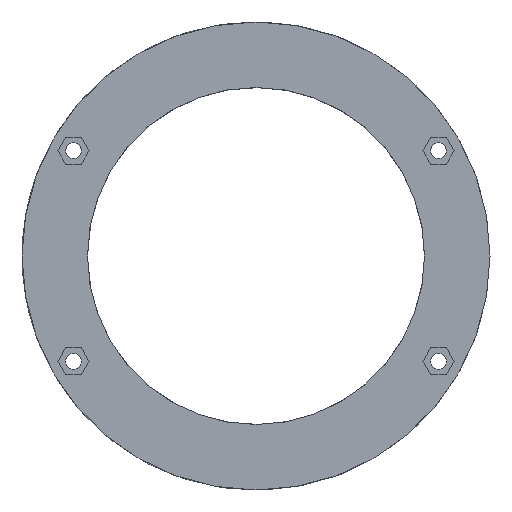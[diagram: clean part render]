
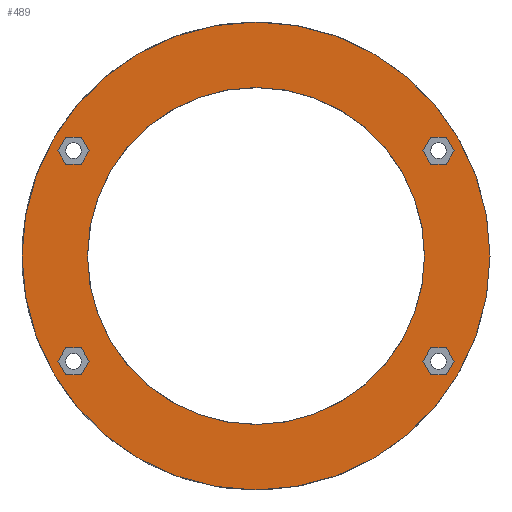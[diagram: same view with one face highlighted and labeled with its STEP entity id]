
A CAD part, top view. The second image highlights one B-rep face of the part: STEP entity #489.
In plain terms, the highlighted planar face has unit normal (0, 0, 1).
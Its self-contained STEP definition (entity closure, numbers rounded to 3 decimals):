
#149=CARTESIAN_POINT('',(36.,-0.,10.));
#150=VERTEX_POINT('',#149);
#159=CARTESIAN_POINT('',(-0.,-36.,10.));
#160=VERTEX_POINT('',#159);
#161=CARTESIAN_POINT('',(0.,-0.,10.));
#162=DIRECTION('',(-0.,0.,-1.));
#163=DIRECTION('',(0.,-1.,-0.));
#164=AXIS2_PLACEMENT_3D('',#161,#162,#163);
#165=CIRCLE('',#164,36.);
#166=EDGE_CURVE('',#160,#150,#165,.T.);
#168=CARTESIAN_POINT('',(0.,-0.,10.));
#169=DIRECTION('',(-0.,0.,-1.));
#170=DIRECTION('',(0.,-1.,-0.));
#171=AXIS2_PLACEMENT_3D('',#168,#169,#170);
#172=CIRCLE('',#171,36.);
#173=EDGE_CURVE('',#150,#160,#172,.T.);
#260=CARTESIAN_POINT('',(0.,-0.,10.));
#261=DIRECTION('',(0.,0.,-1.));
#262=DIRECTION('',(1.,0.,0.));
#263=AXIS2_PLACEMENT_3D('',#260,#261,#262);
#264=PLANE('',#263);
#265=ORIENTED_EDGE('',*,*,#166,.T.);
#266=ORIENTED_EDGE('',*,*,#173,.T.);
#267=EDGE_LOOP('',(#265,#266));
#268=FACE_BOUND('',#267,.T.);
#269=CARTESIAN_POINT('',(-37.325,-25.401,10.));
#270=VERTEX_POINT('',#269);
#271=CARTESIAN_POINT('',(-35.65,-22.5,10.));
#272=VERTEX_POINT('',#271);
#273=CARTESIAN_POINT('',(-37.325,-25.401,10.));
#274=DIRECTION('',(0.5,0.866,0.));
#275=VECTOR('',#274,3.35);
#276=LINE('',#273,#275);
#277=EDGE_CURVE('',#270,#272,#276,.T.);
#278=ORIENTED_EDGE('',*,*,#277,.F.);
#279=CARTESIAN_POINT('',(-40.675,-25.401,10.));
#280=VERTEX_POINT('',#279);
#281=CARTESIAN_POINT('',(-40.675,-25.401,10.));
#282=DIRECTION('',(1.,0.,-0.));
#283=VECTOR('',#282,3.35);
#284=LINE('',#281,#283);
#285=EDGE_CURVE('',#280,#270,#284,.T.);
#286=ORIENTED_EDGE('',*,*,#285,.F.);
#287=CARTESIAN_POINT('',(-42.35,-22.5,10.));
#288=VERTEX_POINT('',#287);
#289=CARTESIAN_POINT('',(-42.35,-22.5,10.));
#290=DIRECTION('',(0.5,-0.866,-0.));
#291=VECTOR('',#290,3.35);
#292=LINE('',#289,#291);
#293=EDGE_CURVE('',#288,#280,#292,.T.);
#294=ORIENTED_EDGE('',*,*,#293,.F.);
#295=CARTESIAN_POINT('',(-40.675,-19.599,10.));
#296=VERTEX_POINT('',#295);
#297=CARTESIAN_POINT('',(-40.675,-19.599,10.));
#298=DIRECTION('',(-0.5,-0.866,-0.));
#299=VECTOR('',#298,3.35);
#300=LINE('',#297,#299);
#301=EDGE_CURVE('',#296,#288,#300,.T.);
#302=ORIENTED_EDGE('',*,*,#301,.F.);
#303=CARTESIAN_POINT('',(-37.325,-19.599,10.));
#304=VERTEX_POINT('',#303);
#305=CARTESIAN_POINT('',(-37.325,-19.599,10.));
#306=DIRECTION('',(-1.,-0.,-0.));
#307=VECTOR('',#306,3.35);
#308=LINE('',#305,#307);
#309=EDGE_CURVE('',#304,#296,#308,.T.);
#310=ORIENTED_EDGE('',*,*,#309,.F.);
#311=CARTESIAN_POINT('',(-35.65,-22.5,10.));
#312=DIRECTION('',(-0.5,0.866,0.));
#313=VECTOR('',#312,3.35);
#314=LINE('',#311,#313);
#315=EDGE_CURVE('',#272,#304,#314,.T.);
#316=ORIENTED_EDGE('',*,*,#315,.F.);
#317=EDGE_LOOP('',(#278,#286,#294,#302,#310,#316));
#318=FACE_BOUND('',#317,.T.);
#319=CARTESIAN_POINT('',(-40.675,19.599,10.));
#320=VERTEX_POINT('',#319);
#321=CARTESIAN_POINT('',(-37.325,19.599,10.));
#322=VERTEX_POINT('',#321);
#323=CARTESIAN_POINT('',(-40.675,19.599,10.));
#324=DIRECTION('',(1.,0.,-0.));
#325=VECTOR('',#324,3.35);
#326=LINE('',#323,#325);
#327=EDGE_CURVE('',#320,#322,#326,.T.);
#328=ORIENTED_EDGE('',*,*,#327,.F.);
#329=CARTESIAN_POINT('',(-42.35,22.5,10.));
#330=VERTEX_POINT('',#329);
#331=CARTESIAN_POINT('',(-42.35,22.5,10.));
#332=DIRECTION('',(0.5,-0.866,-0.));
#333=VECTOR('',#332,3.35);
#334=LINE('',#331,#333);
#335=EDGE_CURVE('',#330,#320,#334,.T.);
#336=ORIENTED_EDGE('',*,*,#335,.F.);
#337=CARTESIAN_POINT('',(-40.675,25.401,10.));
#338=VERTEX_POINT('',#337);
#339=CARTESIAN_POINT('',(-40.675,25.401,10.));
#340=DIRECTION('',(-0.5,-0.866,-0.));
#341=VECTOR('',#340,3.35);
#342=LINE('',#339,#341);
#343=EDGE_CURVE('',#338,#330,#342,.T.);
#344=ORIENTED_EDGE('',*,*,#343,.F.);
#345=CARTESIAN_POINT('',(-37.325,25.401,10.));
#346=VERTEX_POINT('',#345);
#347=CARTESIAN_POINT('',(-37.325,25.401,10.));
#348=DIRECTION('',(-1.,0.,0.));
#349=VECTOR('',#348,3.35);
#350=LINE('',#347,#349);
#351=EDGE_CURVE('',#346,#338,#350,.T.);
#352=ORIENTED_EDGE('',*,*,#351,.F.);
#353=CARTESIAN_POINT('',(-35.65,22.5,10.));
#354=VERTEX_POINT('',#353);
#355=CARTESIAN_POINT('',(-35.65,22.5,10.));
#356=DIRECTION('',(-0.5,0.866,0.));
#357=VECTOR('',#356,3.35);
#358=LINE('',#355,#357);
#359=EDGE_CURVE('',#354,#346,#358,.T.);
#360=ORIENTED_EDGE('',*,*,#359,.F.);
#361=CARTESIAN_POINT('',(-37.325,19.599,10.));
#362=DIRECTION('',(0.5,0.866,0.));
#363=VECTOR('',#362,3.35);
#364=LINE('',#361,#363);
#365=EDGE_CURVE('',#322,#354,#364,.T.);
#366=ORIENTED_EDGE('',*,*,#365,.F.);
#367=EDGE_LOOP('',(#328,#336,#344,#352,#360,#366));
#368=FACE_BOUND('',#367,.T.);
#369=CARTESIAN_POINT('',(50.,0.,10.));
#370=VERTEX_POINT('',#369);
#371=CARTESIAN_POINT('',(-0.,50.,10.));
#372=VERTEX_POINT('',#371);
#373=CARTESIAN_POINT('',(0.,-0.,10.));
#374=DIRECTION('',(0.,0.,-1.));
#375=DIRECTION('',(0.,1.,0.));
#376=AXIS2_PLACEMENT_3D('',#373,#374,#375);
#377=CIRCLE('',#376,50.);
#378=EDGE_CURVE('',#370,#372,#377,.T.);
#379=ORIENTED_EDGE('',*,*,#378,.F.);
#380=CARTESIAN_POINT('',(0.,-0.,10.));
#381=DIRECTION('',(0.,0.,-1.));
#382=DIRECTION('',(0.,1.,0.));
#383=AXIS2_PLACEMENT_3D('',#380,#381,#382);
#384=CIRCLE('',#383,50.);
#385=EDGE_CURVE('',#372,#370,#384,.T.);
#386=ORIENTED_EDGE('',*,*,#385,.F.);
#387=EDGE_LOOP('',(#379,#386));
#388=FACE_BOUND('',#387,.T.);
#389=CARTESIAN_POINT('',(37.325,19.599,10.));
#390=VERTEX_POINT('',#389);
#391=CARTESIAN_POINT('',(40.675,19.599,10.));
#392=VERTEX_POINT('',#391);
#393=CARTESIAN_POINT('',(37.325,19.599,10.));
#394=DIRECTION('',(1.,0.,-0.));
#395=VECTOR('',#394,3.35);
#396=LINE('',#393,#395);
#397=EDGE_CURVE('',#390,#392,#396,.T.);
#398=ORIENTED_EDGE('',*,*,#397,.F.);
#399=CARTESIAN_POINT('',(35.65,22.5,10.));
#400=VERTEX_POINT('',#399);
#401=CARTESIAN_POINT('',(35.65,22.5,10.));
#402=DIRECTION('',(0.5,-0.866,-0.));
#403=VECTOR('',#402,3.35);
#404=LINE('',#401,#403);
#405=EDGE_CURVE('',#400,#390,#404,.T.);
#406=ORIENTED_EDGE('',*,*,#405,.F.);
#407=CARTESIAN_POINT('',(37.325,25.401,10.));
#408=VERTEX_POINT('',#407);
#409=CARTESIAN_POINT('',(37.325,25.401,10.));
#410=DIRECTION('',(-0.5,-0.866,-0.));
#411=VECTOR('',#410,3.35);
#412=LINE('',#409,#411);
#413=EDGE_CURVE('',#408,#400,#412,.T.);
#414=ORIENTED_EDGE('',*,*,#413,.F.);
#415=CARTESIAN_POINT('',(40.675,25.401,10.));
#416=VERTEX_POINT('',#415);
#417=CARTESIAN_POINT('',(40.675,25.401,10.));
#418=DIRECTION('',(-1.,0.,0.));
#419=VECTOR('',#418,3.35);
#420=LINE('',#417,#419);
#421=EDGE_CURVE('',#416,#408,#420,.T.);
#422=ORIENTED_EDGE('',*,*,#421,.F.);
#423=CARTESIAN_POINT('',(42.35,22.5,10.));
#424=VERTEX_POINT('',#423);
#425=CARTESIAN_POINT('',(42.35,22.5,10.));
#426=DIRECTION('',(-0.5,0.866,0.));
#427=VECTOR('',#426,3.35);
#428=LINE('',#425,#427);
#429=EDGE_CURVE('',#424,#416,#428,.T.);
#430=ORIENTED_EDGE('',*,*,#429,.F.);
#431=CARTESIAN_POINT('',(40.675,19.599,10.));
#432=DIRECTION('',(0.5,0.866,0.));
#433=VECTOR('',#432,3.35);
#434=LINE('',#431,#433);
#435=EDGE_CURVE('',#392,#424,#434,.T.);
#436=ORIENTED_EDGE('',*,*,#435,.F.);
#437=EDGE_LOOP('',(#398,#406,#414,#422,#430,#436));
#438=FACE_BOUND('',#437,.T.);
#439=CARTESIAN_POINT('',(37.325,-25.401,10.));
#440=VERTEX_POINT('',#439);
#441=CARTESIAN_POINT('',(40.675,-25.401,10.));
#442=VERTEX_POINT('',#441);
#443=CARTESIAN_POINT('',(37.325,-25.401,10.));
#444=DIRECTION('',(1.,0.,-0.));
#445=VECTOR('',#444,3.35);
#446=LINE('',#443,#445);
#447=EDGE_CURVE('',#440,#442,#446,.T.);
#448=ORIENTED_EDGE('',*,*,#447,.F.);
#449=CARTESIAN_POINT('',(35.65,-22.5,10.));
#450=VERTEX_POINT('',#449);
#451=CARTESIAN_POINT('',(35.65,-22.5,10.));
#452=DIRECTION('',(0.5,-0.866,-0.));
#453=VECTOR('',#452,3.35);
#454=LINE('',#451,#453);
#455=EDGE_CURVE('',#450,#440,#454,.T.);
#456=ORIENTED_EDGE('',*,*,#455,.F.);
#457=CARTESIAN_POINT('',(37.325,-19.599,10.));
#458=VERTEX_POINT('',#457);
#459=CARTESIAN_POINT('',(37.325,-19.599,10.));
#460=DIRECTION('',(-0.5,-0.866,-0.));
#461=VECTOR('',#460,3.35);
#462=LINE('',#459,#461);
#463=EDGE_CURVE('',#458,#450,#462,.T.);
#464=ORIENTED_EDGE('',*,*,#463,.F.);
#465=CARTESIAN_POINT('',(40.675,-19.599,10.));
#466=VERTEX_POINT('',#465);
#467=CARTESIAN_POINT('',(40.675,-19.599,10.));
#468=DIRECTION('',(-1.,0.,0.));
#469=VECTOR('',#468,3.35);
#470=LINE('',#467,#469);
#471=EDGE_CURVE('',#466,#458,#470,.T.);
#472=ORIENTED_EDGE('',*,*,#471,.F.);
#473=CARTESIAN_POINT('',(42.35,-22.5,10.));
#474=VERTEX_POINT('',#473);
#475=CARTESIAN_POINT('',(42.35,-22.5,10.));
#476=DIRECTION('',(-0.5,0.866,0.));
#477=VECTOR('',#476,3.35);
#478=LINE('',#475,#477);
#479=EDGE_CURVE('',#474,#466,#478,.T.);
#480=ORIENTED_EDGE('',*,*,#479,.F.);
#481=CARTESIAN_POINT('',(40.675,-25.401,10.));
#482=DIRECTION('',(0.5,0.866,0.));
#483=VECTOR('',#482,3.35);
#484=LINE('',#481,#483);
#485=EDGE_CURVE('',#442,#474,#484,.T.);
#486=ORIENTED_EDGE('',*,*,#485,.F.);
#487=EDGE_LOOP('',(#448,#456,#464,#472,#480,#486));
#488=FACE_BOUND('',#487,.T.);
#489=ADVANCED_FACE('',(#268,#318,#368,#388,#438,#488),#264,.F.);
